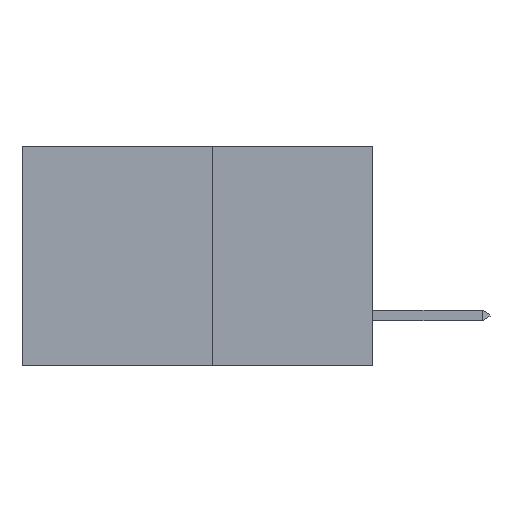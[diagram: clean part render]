
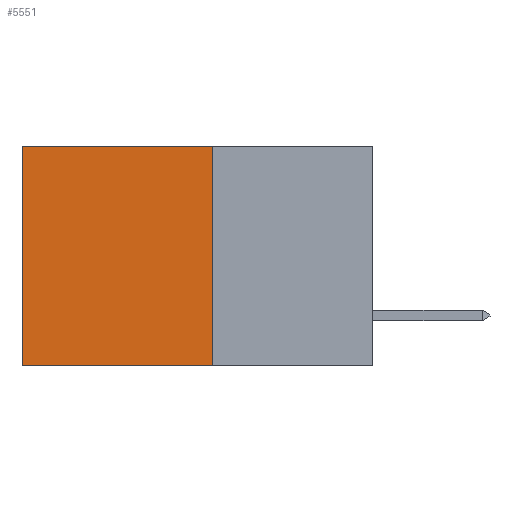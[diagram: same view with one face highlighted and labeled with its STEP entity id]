
A CAD part, left-side view. The second image highlights one B-rep face of the part: STEP entity #5551.
In plain terms, the highlighted planar face has unit normal (-1, 0, 0).
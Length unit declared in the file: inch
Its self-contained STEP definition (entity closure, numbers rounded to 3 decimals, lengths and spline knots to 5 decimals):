
#92 = DIRECTION ( 'NONE',  ( 0., 0., -1. ) ) ;
#109 = DIRECTION ( 'NONE',  ( 1., 0., 0. ) ) ;
#166 = PLANE ( 'NONE',  #626 ) ;
#308 = CARTESIAN_POINT ( 'NONE',  ( 0.277, 0.27, -0.37 ) ) ;
#626 = AXIS2_PLACEMENT_3D ( 'NONE', #308, #109, #92 ) ;
#774 = VERTEX_POINT ( 'NONE', #9220 ) ;
#1065 = VECTOR ( 'NONE', #3633, 39.37008 ) ;
#1089 = VECTOR ( 'NONE', #4492, 39.37008 ) ;
#1348 = LINE ( 'NONE', #4632, #1089 ) ;
#1616 = DIRECTION ( 'NONE',  ( 0., 0., -1. ) ) ;
#1694 = LINE ( 'NONE', #9873, #10256 ) ;
#1923 = CARTESIAN_POINT ( 'NONE',  ( 0.277, 0.27, 0. ) ) ;
#2715 = EDGE_CURVE ( 'NONE', #774, #8755, #3052, .T. ) ;
#2742 = CARTESIAN_POINT ( 'NONE',  ( 0.277, 0.59, -0.37 ) ) ;
#3052 = LINE ( 'NONE', #9749, #8345 ) ;
#3444 = ORIENTED_EDGE ( 'NONE', *, *, #6823, .T. ) ;
#3633 = DIRECTION ( 'NONE',  ( 0., 1., 0. ) ) ;
#3997 = ORIENTED_EDGE ( 'NONE', *, *, #5836, .T. ) ;
#4492 = DIRECTION ( 'NONE',  ( 0., 0., -1. ) ) ;
#4632 = CARTESIAN_POINT ( 'NONE',  ( 0.277, 0.27, -0.37 ) ) ;
#4830 = VERTEX_POINT ( 'NONE', #5552 ) ;
#4993 = EDGE_CURVE ( 'NONE', #4830, #774, #1348, .T. ) ;
#5515 = LINE ( 'NONE', #1923, #1065 ) ;
#5551 = ADVANCED_FACE ( 'NONE', ( #8341 ), #166, .F. ) ;
#5552 = CARTESIAN_POINT ( 'NONE',  ( 0.277, 0.27, 0. ) ) ;
#5836 = EDGE_CURVE ( 'NONE', #4830, #8059, #5515, .T. ) ;
#6566 = EDGE_LOOP ( 'NONE', ( #3444, #10028, #8096, #3997 ) ) ;
#6823 = EDGE_CURVE ( 'NONE', #8059, #8755, #1694, .T. ) ;
#8059 = VERTEX_POINT ( 'NONE', #8449 ) ;
#8096 = ORIENTED_EDGE ( 'NONE', *, *, #4993, .F. ) ;
#8341 = FACE_OUTER_BOUND ( 'NONE', #6566, .T. ) ;
#8345 = VECTOR ( 'NONE', #8940, 39.37008 ) ;
#8449 = CARTESIAN_POINT ( 'NONE',  ( 0.277, 0.59, 0. ) ) ;
#8755 = VERTEX_POINT ( 'NONE', #2742 ) ;
#8940 = DIRECTION ( 'NONE',  ( 0., 1., 0. ) ) ;
#9220 = CARTESIAN_POINT ( 'NONE',  ( 0.277, 0.27, -0.37 ) ) ;
#9749 = CARTESIAN_POINT ( 'NONE',  ( 0.277, 0.27, -0.37 ) ) ;
#9873 = CARTESIAN_POINT ( 'NONE',  ( 0.277, 0.59, -0.37 ) ) ;
#10028 = ORIENTED_EDGE ( 'NONE', *, *, #2715, .F. ) ;
#10256 = VECTOR ( 'NONE', #1616, 39.37008 ) ;
